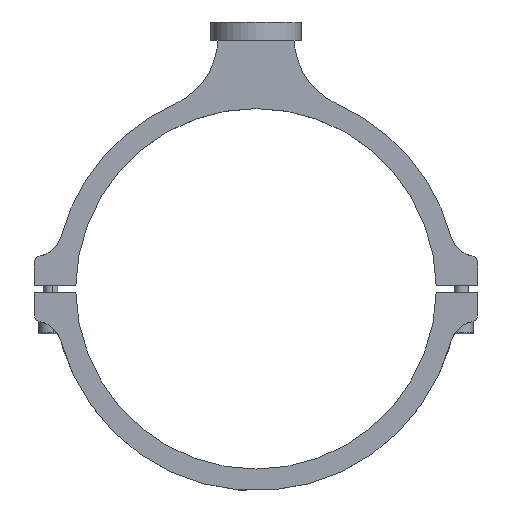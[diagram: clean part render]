
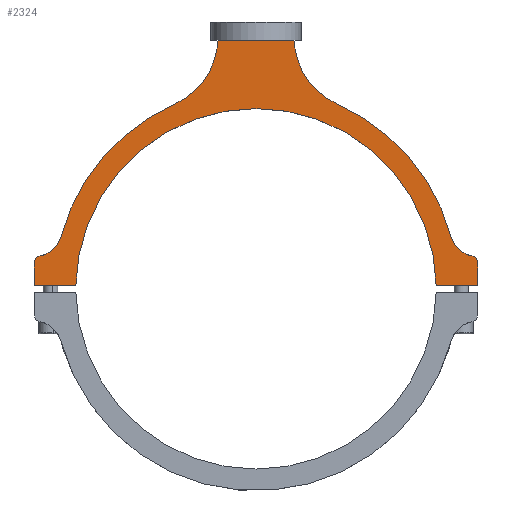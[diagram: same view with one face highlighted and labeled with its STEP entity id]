
A CAD part, top view. The second image highlights one B-rep face of the part: STEP entity #2324.
In plain terms, the highlighted planar face has unit normal (0, 0, 1).
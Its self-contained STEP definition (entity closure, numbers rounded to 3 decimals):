
#10 = DIRECTION ( 'NONE',  ( -0.137, -0.991, 0. ) ) ;
#105 = VECTOR ( 'NONE', #470, 1000. ) ;
#141 = DIRECTION ( 'NONE',  ( -1., 0., 0. ) ) ;
#190 = AXIS2_PLACEMENT_3D ( 'NONE', #3521, #906, #541 ) ;
#297 = VECTOR ( 'NONE', #3185, 1000. ) ;
#323 = EDGE_CURVE ( 'NONE', #3134, #3043, #1402, .T. ) ;
#327 = VERTEX_POINT ( 'NONE', #1479 ) ;
#342 = CIRCLE ( 'NONE', #4510, 15. ) ;
#352 = CARTESIAN_POINT ( 'NONE',  ( -122.98, 14.355, 9. ) ) ;
#374 = DIRECTION ( 'NONE',  ( -1., 0., 0. ) ) ;
#385 = CARTESIAN_POINT ( 'NONE',  ( 61.227, 139.123, 9. ) ) ;
#393 = LINE ( 'NONE', #3677, #2779 ) ;
#418 = CARTESIAN_POINT ( 'NONE',  ( -122.98, 2., 9. ) ) ;
#428 = DIRECTION ( 'NONE',  ( 1., 0., 0. ) ) ;
#457 = DIRECTION ( 'NONE',  ( -1., 0., 0. ) ) ;
#470 = DIRECTION ( 'NONE',  ( 0., -1., 0. ) ) ;
#487 = VERTEX_POINT ( 'NONE', #3027 ) ;
#541 = DIRECTION ( 'NONE',  ( 1., 0., 0. ) ) ;
#569 = ORIENTED_EDGE ( 'NONE', *, *, #4376, .T. ) ;
#604 = AXIS2_PLACEMENT_3D ( 'NONE', #1605, #884, #4542 ) ;
#629 = ORIENTED_EDGE ( 'NONE', *, *, #1921, .T. ) ;
#675 = AXIS2_PLACEMENT_3D ( 'NONE', #2526, #2830, #2859 ) ;
#701 = EDGE_CURVE ( 'NONE', #1160, #487, #393, .T. ) ;
#719 = CIRCLE ( 'NONE', #3198, 40. ) ;
#742 = DIRECTION ( 'NONE',  ( 0., 0., 1. ) ) ;
#778 = DIRECTION ( 'NONE',  ( 0., 0., -1. ) ) ;
#815 = CARTESIAN_POINT ( 'NONE',  ( -108.153, 29.102, 9. ) ) ;
#848 = CIRCLE ( 'NONE', #1789, 40. ) ;
#870 = DIRECTION ( 'NONE',  ( 0., 0., -1. ) ) ;
#884 = DIRECTION ( 'NONE',  ( 0., 0., 1. ) ) ;
#896 = VERTEX_POINT ( 'NONE', #3100 ) ;
#898 = FACE_OUTER_BOUND ( 'NONE', #3781, .T. ) ;
#906 = DIRECTION ( 'NONE',  ( 0., 0., 1. ) ) ;
#920 = ORIENTED_EDGE ( 'NONE', *, *, #4158, .T. ) ;
#956 = CIRCLE ( 'NONE', #1193, 100. ) ;
#971 = EDGE_CURVE ( 'NONE', #3043, #4084, #3226, .T. ) ;
#988 = CARTESIAN_POINT ( 'NONE',  ( 0., 0., 9. ) ) ;
#1011 = VERTEX_POINT ( 'NONE', #1701 ) ;
#1022 = CARTESIAN_POINT ( 'NONE',  ( 119.75, 18.281, 9. ) ) ;
#1034 = DIRECTION ( 'NONE',  ( 1., 0., 0. ) ) ;
#1078 = VERTEX_POINT ( 'NONE', #3591 ) ;
#1084 = EDGE_CURVE ( 'NONE', #327, #3444, #2142, .T. ) ;
#1138 = DIRECTION ( 'NONE',  ( 1., 0., 0. ) ) ;
#1152 = CIRCLE ( 'NONE', #3839, 112. ) ;
#1160 = VERTEX_POINT ( 'NONE', #1625 ) ;
#1185 = CARTESIAN_POINT ( 'NONE',  ( -119.75, 18.281, 9. ) ) ;
#1188 = CARTESIAN_POINT ( 'NONE',  ( 122.638, 33., 9. ) ) ;
#1193 = AXIS2_PLACEMENT_3D ( 'NONE', #988, #4680, #3872 ) ;
#1278 = CARTESIAN_POINT ( 'NONE',  ( 122.98, 2., 9. ) ) ;
#1315 = CARTESIAN_POINT ( 'NONE',  ( 122.98, 2., 9. ) ) ;
#1376 = VERTEX_POINT ( 'NONE', #1022 ) ;
#1402 = CIRCLE ( 'NONE', #1546, 15. ) ;
#1404 = ORIENTED_EDGE ( 'NONE', *, *, #701, .T. ) ;
#1417 = CARTESIAN_POINT ( 'NONE',  ( 99.98, 2., 9. ) ) ;
#1479 = CARTESIAN_POINT ( 'NONE',  ( 99.98, 2., 9. ) ) ;
#1546 = AXIS2_PLACEMENT_3D ( 'NONE', #1819, #2105, #1034 ) ;
#1576 = ORIENTED_EDGE ( 'NONE', *, *, #323, .T. ) ;
#1585 = EDGE_CURVE ( 'NONE', #3444, #1078, #4611, .T. ) ;
#1597 = DIRECTION ( 'NONE',  ( 0., 0., 1. ) ) ;
#1605 = CARTESIAN_POINT ( 'NONE',  ( -118.98, 14.355, 9. ) ) ;
#1625 = CARTESIAN_POINT ( 'NONE',  ( -21., 138., 9. ) ) ;
#1671 = ORIENTED_EDGE ( 'NONE', *, *, #2945, .T. ) ;
#1699 = VERTEX_POINT ( 'NONE', #3704 ) ;
#1701 = CARTESIAN_POINT ( 'NONE',  ( 21.607, 133.625, 9. ) ) ;
#1771 = LINE ( 'NONE', #2550, #3345 ) ;
#1789 = AXIS2_PLACEMENT_3D ( 'NONE', #385, #3693, #457 ) ;
#1819 = CARTESIAN_POINT ( 'NONE',  ( -122.638, 33., 9. ) ) ;
#1823 = CARTESIAN_POINT ( 'NONE',  ( 21.607, 133.625, 9. ) ) ;
#1830 = VERTEX_POINT ( 'NONE', #2514 ) ;
#1921 = EDGE_CURVE ( 'NONE', #896, #3134, #1152, .T. ) ;
#1942 = VERTEX_POINT ( 'NONE', #2217 ) ;
#1950 = DIRECTION ( 'NONE',  ( 1., 0., 0. ) ) ;
#2105 = DIRECTION ( 'NONE',  ( 0., 0., -1. ) ) ;
#2141 = ORIENTED_EDGE ( 'NONE', *, *, #4097, .T. ) ;
#2142 = LINE ( 'NONE', #1417, #3376 ) ;
#2217 = CARTESIAN_POINT ( 'NONE',  ( -122.98, 2., 9. ) ) ;
#2252 = ORIENTED_EDGE ( 'NONE', *, *, #971, .T. ) ;
#2290 = DIRECTION ( 'NONE',  ( -1., 0., 0. ) ) ;
#2324 = ADVANCED_FACE ( 'NONE', ( #898 ), #2365, .T. ) ;
#2365 = PLANE ( 'NONE',  #675 ) ;
#2509 = DIRECTION ( 'NONE',  ( -0.137, 0.991, 0. ) ) ;
#2514 = CARTESIAN_POINT ( 'NONE',  ( 21., 138., 9. ) ) ;
#2526 = CARTESIAN_POINT ( 'NONE',  ( -122.638, 33., 9. ) ) ;
#2550 = CARTESIAN_POINT ( 'NONE',  ( -21., 138., 9. ) ) ;
#2579 = CARTESIAN_POINT ( 'NONE',  ( 118.98, 14.355, 9. ) ) ;
#2688 = ORIENTED_EDGE ( 'NONE', *, *, #2749, .T. ) ;
#2700 = ORIENTED_EDGE ( 'NONE', *, *, #3608, .T. ) ;
#2749 = EDGE_CURVE ( 'NONE', #1078, #1376, #2988, .T. ) ;
#2767 = CARTESIAN_POINT ( 'NONE',  ( 45.115, 102.512, 9. ) ) ;
#2779 = VECTOR ( 'NONE', #10, 1000. ) ;
#2830 = DIRECTION ( 'NONE',  ( 0., 0., 1. ) ) ;
#2859 = DIRECTION ( 'NONE',  ( 1., 0., 0. ) ) ;
#2871 = EDGE_CURVE ( 'NONE', #1011, #1830, #2881, .T. ) ;
#2873 = DIRECTION ( 'NONE',  ( 1., 0., 0. ) ) ;
#2881 = LINE ( 'NONE', #1823, #2993 ) ;
#2945 = EDGE_CURVE ( 'NONE', #3453, #1011, #848, .T. ) ;
#2988 = CIRCLE ( 'NONE', #4234, 4. ) ;
#2993 = VECTOR ( 'NONE', #2509, 1000. ) ;
#3027 = CARTESIAN_POINT ( 'NONE',  ( -21.607, 133.625, 9. ) ) ;
#3043 = VERTEX_POINT ( 'NONE', #1185 ) ;
#3073 = VERTEX_POINT ( 'NONE', #4495 ) ;
#3100 = CARTESIAN_POINT ( 'NONE',  ( -45.115, 102.512, 9. ) ) ;
#3134 = VERTEX_POINT ( 'NONE', #815 ) ;
#3185 = DIRECTION ( 'NONE',  ( 0., 1., 0. ) ) ;
#3198 = AXIS2_PLACEMENT_3D ( 'NONE', #4450, #778, #2290 ) ;
#3226 = CIRCLE ( 'NONE', #604, 4. ) ;
#3296 = ORIENTED_EDGE ( 'NONE', *, *, #4062, .T. ) ;
#3345 = VECTOR ( 'NONE', #374, 1000. ) ;
#3376 = VECTOR ( 'NONE', #2873, 1000. ) ;
#3399 = LINE ( 'NONE', #4580, #4027 ) ;
#3444 = VERTEX_POINT ( 'NONE', #1315 ) ;
#3448 = LINE ( 'NONE', #418, #105 ) ;
#3453 = VERTEX_POINT ( 'NONE', #2767 ) ;
#3467 = ORIENTED_EDGE ( 'NONE', *, *, #1084, .T. ) ;
#3521 = CARTESIAN_POINT ( 'NONE',  ( 0., 0., 9. ) ) ;
#3591 = CARTESIAN_POINT ( 'NONE',  ( 122.98, 14.355, 9. ) ) ;
#3608 = EDGE_CURVE ( 'NONE', #487, #896, #719, .T. ) ;
#3639 = ORIENTED_EDGE ( 'NONE', *, *, #3919, .T. ) ;
#3677 = CARTESIAN_POINT ( 'NONE',  ( -21., 138., 9. ) ) ;
#3693 = DIRECTION ( 'NONE',  ( 0., 0., -1. ) ) ;
#3704 = CARTESIAN_POINT ( 'NONE',  ( 108.153, 29.102, 9. ) ) ;
#3781 = EDGE_LOOP ( 'NONE', ( #4588, #2688, #3882, #569, #1671, #4720, #3296, #1404, #2700, #629, #1576, #2252, #2141, #920, #3639, #3467 ) ) ;
#3839 = AXIS2_PLACEMENT_3D ( 'NONE', #4425, #742, #1138 ) ;
#3863 = EDGE_CURVE ( 'NONE', #1376, #1699, #342, .T. ) ;
#3872 = DIRECTION ( 'NONE',  ( 1., 0., 0. ) ) ;
#3882 = ORIENTED_EDGE ( 'NONE', *, *, #3863, .T. ) ;
#3919 = EDGE_CURVE ( 'NONE', #3073, #327, #956, .T. ) ;
#4027 = VECTOR ( 'NONE', #1950, 1000. ) ;
#4062 = EDGE_CURVE ( 'NONE', #1830, #1160, #1771, .T. ) ;
#4084 = VERTEX_POINT ( 'NONE', #352 ) ;
#4097 = EDGE_CURVE ( 'NONE', #4084, #1942, #3448, .T. ) ;
#4158 = EDGE_CURVE ( 'NONE', #1942, #3073, #3399, .T. ) ;
#4234 = AXIS2_PLACEMENT_3D ( 'NONE', #2579, #1597, #428 ) ;
#4364 = CIRCLE ( 'NONE', #190, 112. ) ;
#4376 = EDGE_CURVE ( 'NONE', #1699, #3453, #4364, .T. ) ;
#4425 = CARTESIAN_POINT ( 'NONE',  ( 0., 0., 9. ) ) ;
#4450 = CARTESIAN_POINT ( 'NONE',  ( -61.227, 139.123, 9. ) ) ;
#4495 = CARTESIAN_POINT ( 'NONE',  ( -99.98, 2., 9. ) ) ;
#4510 = AXIS2_PLACEMENT_3D ( 'NONE', #1188, #870, #141 ) ;
#4542 = DIRECTION ( 'NONE',  ( 1., 0., 0. ) ) ;
#4580 = CARTESIAN_POINT ( 'NONE',  ( -99.98, 2., 9. ) ) ;
#4588 = ORIENTED_EDGE ( 'NONE', *, *, #1585, .T. ) ;
#4611 = LINE ( 'NONE', #1278, #297 ) ;
#4680 = DIRECTION ( 'NONE',  ( 0., 0., -1. ) ) ;
#4720 = ORIENTED_EDGE ( 'NONE', *, *, #2871, .T. ) ;
